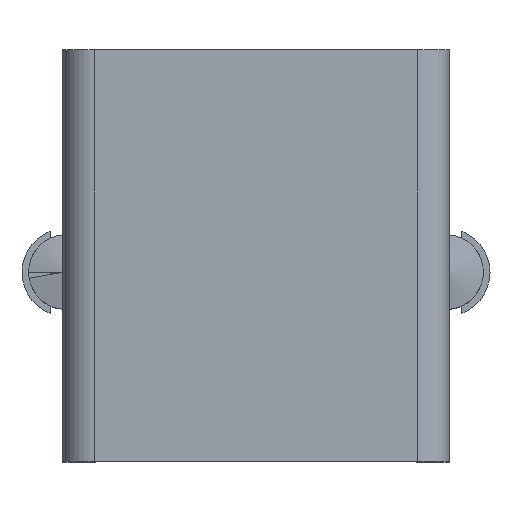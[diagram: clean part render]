
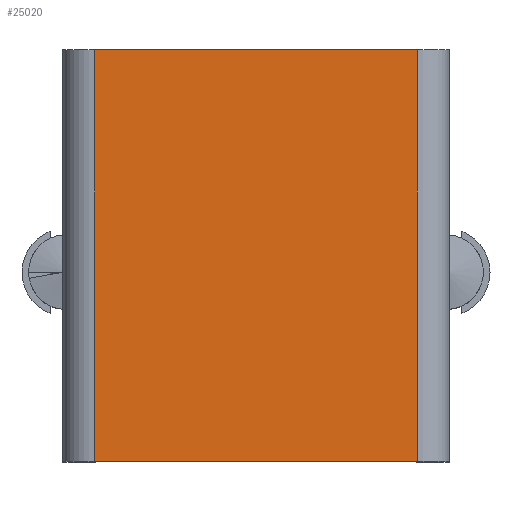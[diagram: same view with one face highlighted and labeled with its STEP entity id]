
A CAD part, top view. The second image highlights one B-rep face of the part: STEP entity #25020.
In plain terms, the highlighted planar face has unit normal (0, 0, 1).
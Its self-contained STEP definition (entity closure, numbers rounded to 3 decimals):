
#422 = VECTOR ( 'NONE', #25303, 1000. ) ;
#1607 = CARTESIAN_POINT ( 'NONE',  ( 5.1, 6.5, 7.25 ) ) ;
#2856 = EDGE_CURVE ( 'NONE', #13477, #22568, #16954, .T. ) ;
#2913 = PLANE ( 'NONE',  #4739 ) ;
#3105 = LINE ( 'NONE', #1607, #14113 ) ;
#3423 = EDGE_CURVE ( 'NONE', #13477, #25470, #7833, .T. ) ;
#4494 = ORIENTED_EDGE ( 'NONE', *, *, #12036, .T. ) ;
#4739 = AXIS2_PLACEMENT_3D ( 'NONE', #17607, #5149, #19670 ) ;
#4845 = VERTEX_POINT ( 'NONE', #11965 ) ;
#5149 = DIRECTION ( 'NONE',  ( 0., 0., -1. ) ) ;
#5534 = DIRECTION ( 'NONE',  ( 1., 0., 0. ) ) ;
#7833 = LINE ( 'NONE', #17702, #12055 ) ;
#9077 = CARTESIAN_POINT ( 'NONE',  ( 5.1, 6.5, 7.25 ) ) ;
#9399 = DIRECTION ( 'NONE',  ( 1., 0., 0. ) ) ;
#11965 = CARTESIAN_POINT ( 'NONE',  ( 5.1, -6.5, 7.25 ) ) ;
#12036 = EDGE_CURVE ( 'NONE', #4845, #25470, #3105, .T. ) ;
#12055 = VECTOR ( 'NONE', #9399, 1000. ) ;
#12848 = CARTESIAN_POINT ( 'NONE',  ( -5.1, -6.5, 7.25 ) ) ;
#13477 = VERTEX_POINT ( 'NONE', #26080 ) ;
#14113 = VECTOR ( 'NONE', #22162, 1000. ) ;
#14334 = LINE ( 'NONE', #15876, #19219 ) ;
#15876 = CARTESIAN_POINT ( 'NONE',  ( 6.1, -6.5, 7.25 ) ) ;
#16234 = FACE_OUTER_BOUND ( 'NONE', #18313, .T. ) ;
#16289 = ORIENTED_EDGE ( 'NONE', *, *, #23480, .T. ) ;
#16954 = LINE ( 'NONE', #12848, #422 ) ;
#17607 = CARTESIAN_POINT ( 'NONE',  ( 0., 0., 7.25 ) ) ;
#17702 = CARTESIAN_POINT ( 'NONE',  ( 6.1, 6.5, 7.25 ) ) ;
#17780 = ORIENTED_EDGE ( 'NONE', *, *, #3423, .F. ) ;
#18313 = EDGE_LOOP ( 'NONE', ( #17780, #25493, #16289, #4494 ) ) ;
#19219 = VECTOR ( 'NONE', #5534, 1000. ) ;
#19670 = DIRECTION ( 'NONE',  ( -1., 0., 0. ) ) ;
#21092 = CARTESIAN_POINT ( 'NONE',  ( -5.1, -6.5, 7.25 ) ) ;
#22162 = DIRECTION ( 'NONE',  ( 0., 1., 0. ) ) ;
#22568 = VERTEX_POINT ( 'NONE', #21092 ) ;
#23480 = EDGE_CURVE ( 'NONE', #22568, #4845, #14334, .T. ) ;
#25020 = ADVANCED_FACE ( 'NONE', ( #16234 ), #2913, .F. ) ;
#25303 = DIRECTION ( 'NONE',  ( 0., -1., 0. ) ) ;
#25470 = VERTEX_POINT ( 'NONE', #9077 ) ;
#25493 = ORIENTED_EDGE ( 'NONE', *, *, #2856, .T. ) ;
#26080 = CARTESIAN_POINT ( 'NONE',  ( -5.1, 6.5, 7.25 ) ) ;
